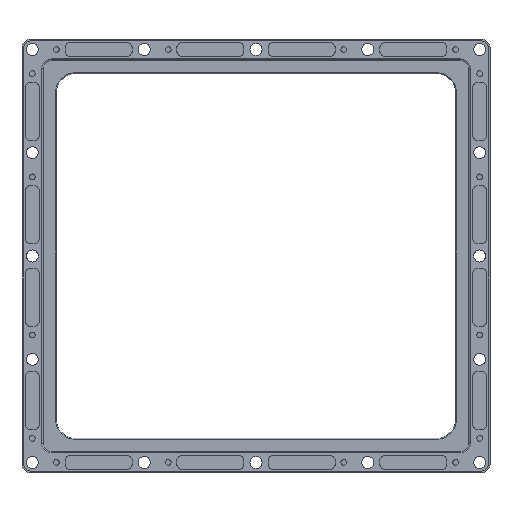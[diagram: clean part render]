
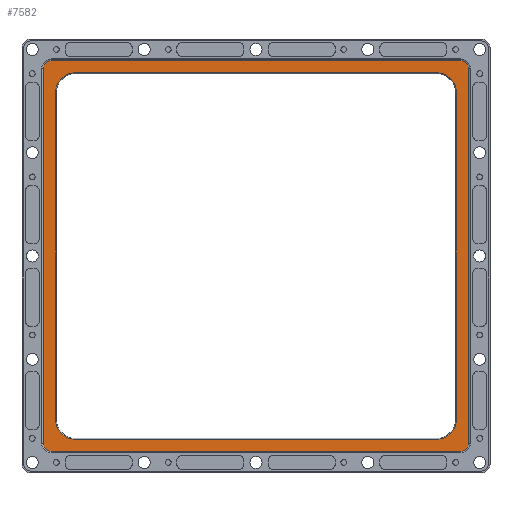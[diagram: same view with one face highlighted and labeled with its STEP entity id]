
A CAD part, top view. The second image highlights one B-rep face of the part: STEP entity #7582.
In plain terms, the highlighted planar face has unit normal (0, 0, 1).
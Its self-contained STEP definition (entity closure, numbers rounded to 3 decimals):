
#2010=CARTESIAN_POINT('',(255.,235.,-15.45));
#2011=DIRECTION('',(0.,0.,-1.));
#2012=DIRECTION('',(0.,1.,0.));
#2013=AXIS2_PLACEMENT_3D('',#2010,#2011,#2012);
#2018=CARTESIAN_POINT('',(255.,17.,-15.45));
#2019=DIRECTION('',(0.,0.,-1.));
#2020=DIRECTION('',(1.,0.,0.));
#2021=AXIS2_PLACEMENT_3D('',#2018,#2019,#2020);
#2026=CARTESIAN_POINT('',(17.,17.,-15.45));
#2027=DIRECTION('',(0.,0.,-1.));
#2028=DIRECTION('',(0.,-1.,0.));
#2029=AXIS2_PLACEMENT_3D('',#2026,#2027,#2028);
#2034=CARTESIAN_POINT('',(17.,235.,-15.45));
#2035=DIRECTION('',(0.,0.,-1.));
#2036=DIRECTION('',(-1.,0.,0.));
#2037=AXIS2_PLACEMENT_3D('',#2034,#2035,#2036);
#2042=CARTESIAN_POINT('',(241.,221.,-15.45));
#2043=DIRECTION('',(0.,0.,1.));
#2044=DIRECTION('',(1.,0.,0.));
#2045=AXIS2_PLACEMENT_3D('',#2042,#2043,#2044);
#2050=DIRECTION('',(-1.,0.,0.));
#2051=VECTOR('',#2050,210.);
#2052=CARTESIAN_POINT('',(241.,232.5,-15.45));
#2053=LINE('',#2052,#2051);
#2057=CARTESIAN_POINT('',(31.,221.,-15.45));
#2058=DIRECTION('',(0.,0.,1.));
#2059=DIRECTION('',(0.,1.,0.));
#2060=AXIS2_PLACEMENT_3D('',#2057,#2058,#2059);
#2065=DIRECTION('',(0.,-1.,0.));
#2066=VECTOR('',#2065,190.);
#2067=CARTESIAN_POINT('',(19.5,221.,-15.45));
#2068=LINE('',#2067,#2066);
#2072=CARTESIAN_POINT('',(31.,31.,-15.45));
#2073=DIRECTION('',(0.,0.,1.));
#2074=DIRECTION('',(-1.,0.,0.));
#2075=AXIS2_PLACEMENT_3D('',#2072,#2073,#2074);
#2080=DIRECTION('',(1.,0.,0.));
#2081=VECTOR('',#2080,210.);
#2082=CARTESIAN_POINT('',(31.,19.5,-15.45));
#2083=LINE('',#2082,#2081);
#2087=CARTESIAN_POINT('',(241.,31.,-15.45));
#2088=DIRECTION('',(0.,0.,1.));
#2089=DIRECTION('',(0.,-1.,0.));
#2090=AXIS2_PLACEMENT_3D('',#2087,#2088,#2089);
#2095=DIRECTION('',(0.,1.,0.));
#2096=VECTOR('',#2095,190.);
#2097=CARTESIAN_POINT('',(252.5,31.,-15.45));
#2098=LINE('',#2097,#2096);
#2126=DIRECTION('',(-1.,0.,0.));
#2127=VECTOR('',#2126,238.);
#2128=CARTESIAN_POINT('',(255.,239.5,-15.45));
#2129=LINE('',#2128,#2127);
#2164=DIRECTION('',(0.,-1.,0.));
#2165=VECTOR('',#2164,218.);
#2166=CARTESIAN_POINT('',(12.5,235.,-15.45));
#2167=LINE('',#2166,#2165);
#2202=DIRECTION('',(1.,0.,0.));
#2203=VECTOR('',#2202,238.);
#2204=CARTESIAN_POINT('',(17.,12.5,-15.45));
#2205=LINE('',#2204,#2203);
#2240=DIRECTION('',(0.,1.,0.));
#2241=VECTOR('',#2240,218.);
#2242=CARTESIAN_POINT('',(259.5,17.,-15.45));
#2243=LINE('',#2242,#2241);
#5806=CARTESIAN_POINT('',(31.,232.5,-15.45));
#5807=CARTESIAN_POINT('',(19.5,221.,-15.45));
#5808=VERTEX_POINT('',#5806);
#5809=VERTEX_POINT('',#5807);
#5810=CARTESIAN_POINT('',(255.,239.5,-15.45));
#5811=CARTESIAN_POINT('',(259.5,235.,-15.45));
#5812=VERTEX_POINT('',#5810);
#5813=VERTEX_POINT('',#5811);
#5814=CARTESIAN_POINT('',(259.5,17.,-15.45));
#5815=VERTEX_POINT('',#5814);
#5816=CARTESIAN_POINT('',(255.,12.5,-15.45));
#5817=VERTEX_POINT('',#5816);
#5818=CARTESIAN_POINT('',(17.,12.5,-15.45));
#5819=VERTEX_POINT('',#5818);
#5820=CARTESIAN_POINT('',(12.5,17.,-15.45));
#5821=VERTEX_POINT('',#5820);
#5822=CARTESIAN_POINT('',(12.5,235.,-15.45));
#5823=VERTEX_POINT('',#5822);
#5824=CARTESIAN_POINT('',(17.,239.5,-15.45));
#5825=VERTEX_POINT('',#5824);
#5826=CARTESIAN_POINT('',(252.5,221.,-15.45));
#5827=CARTESIAN_POINT('',(241.,232.5,-15.45));
#5828=VERTEX_POINT('',#5826);
#5829=VERTEX_POINT('',#5827);
#5830=CARTESIAN_POINT('',(19.5,31.,-15.45));
#5831=VERTEX_POINT('',#5830);
#5832=CARTESIAN_POINT('',(31.,19.5,-15.45));
#5833=VERTEX_POINT('',#5832);
#5834=CARTESIAN_POINT('',(241.,19.5,-15.45));
#5835=VERTEX_POINT('',#5834);
#5836=CARTESIAN_POINT('',(252.5,31.,-15.45));
#5837=VERTEX_POINT('',#5836);
#7542=CARTESIAN_POINT('',(0.,0.,-15.45));
#7543=DIRECTION('',(0.,0.,-1.));
#7544=DIRECTION('',(-1.,0.,0.));
#7545=AXIS2_PLACEMENT_3D('',#7542,#7543,#7544);
#7546=PLANE('',#7545);
#7548=ORIENTED_EDGE('',*,*,#7547,.T.);
#7550=ORIENTED_EDGE('',*,*,#7549,.F.);
#7552=ORIENTED_EDGE('',*,*,#7551,.T.);
#7554=ORIENTED_EDGE('',*,*,#7553,.F.);
#7556=ORIENTED_EDGE('',*,*,#7555,.T.);
#7558=ORIENTED_EDGE('',*,*,#7557,.F.);
#7560=ORIENTED_EDGE('',*,*,#7559,.T.);
#7562=ORIENTED_EDGE('',*,*,#7561,.F.);
#7563=EDGE_LOOP('',(#7548,#7550,#7552,#7554,#7556,#7558,#7560,#7562));
#7564=FACE_OUTER_BOUND('',#7563,.F.);
#7566=ORIENTED_EDGE('',*,*,#7565,.T.);
#7568=ORIENTED_EDGE('',*,*,#7567,.T.);
#7569=ORIENTED_EDGE('',*,*,#7532,.T.);
#7571=ORIENTED_EDGE('',*,*,#7570,.T.);
#7573=ORIENTED_EDGE('',*,*,#7572,.T.);
#7575=ORIENTED_EDGE('',*,*,#7574,.T.);
#7577=ORIENTED_EDGE('',*,*,#7576,.T.);
#7579=ORIENTED_EDGE('',*,*,#7578,.T.);
#7580=EDGE_LOOP('',(#7566,#7568,#7569,#7571,#7573,#7575,#7577,#7579));
#7581=FACE_BOUND('',#7580,.F.);
#2014=CIRCLE('',#2013,4.5);
#2022=CIRCLE('',#2021,4.5);
#2030=CIRCLE('',#2029,4.5);
#2038=CIRCLE('',#2037,4.5);
#2046=CIRCLE('',#2045,11.5);
#2061=CIRCLE('',#2060,11.5);
#2076=CIRCLE('',#2075,11.5);
#2091=CIRCLE('',#2090,11.5);
#7532=EDGE_CURVE('',#5808,#5809,#2061,.T.);
#7547=EDGE_CURVE('',#5812,#5813,#2014,.T.);
#7549=EDGE_CURVE('',#5815,#5813,#2243,.T.);
#7551=EDGE_CURVE('',#5815,#5817,#2022,.T.);
#7553=EDGE_CURVE('',#5819,#5817,#2205,.T.);
#7555=EDGE_CURVE('',#5819,#5821,#2030,.T.);
#7557=EDGE_CURVE('',#5823,#5821,#2167,.T.);
#7559=EDGE_CURVE('',#5823,#5825,#2038,.T.);
#7561=EDGE_CURVE('',#5812,#5825,#2129,.T.);
#7565=EDGE_CURVE('',#5828,#5829,#2046,.T.);
#7567=EDGE_CURVE('',#5829,#5808,#2053,.T.);
#7570=EDGE_CURVE('',#5809,#5831,#2068,.T.);
#7572=EDGE_CURVE('',#5831,#5833,#2076,.T.);
#7574=EDGE_CURVE('',#5833,#5835,#2083,.T.);
#7576=EDGE_CURVE('',#5835,#5837,#2091,.T.);
#7578=EDGE_CURVE('',#5837,#5828,#2098,.T.);
#7582=ADVANCED_FACE('',(#7564,#7581),#7546,.F.);
